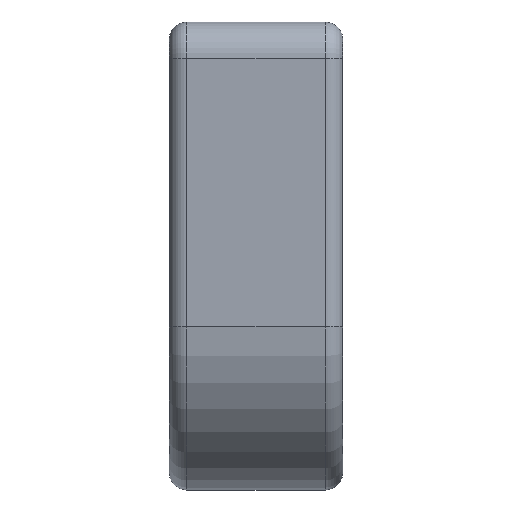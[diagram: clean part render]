
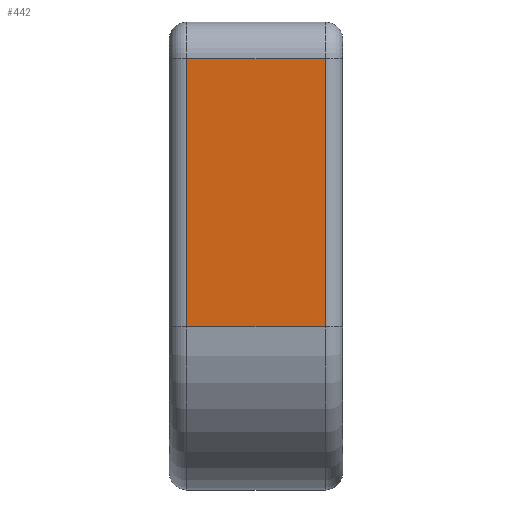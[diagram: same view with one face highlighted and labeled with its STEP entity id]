
A CAD part, left-side view. The second image highlights one B-rep face of the part: STEP entity #442.
In plain terms, the highlighted planar face has unit normal (-0.998, 0, -0.059).
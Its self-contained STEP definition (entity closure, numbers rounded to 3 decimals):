
#33 = FACE_OUTER_BOUND ( 'NONE', #1306, .T. ) ;
#45 = EDGE_CURVE ( 'NONE', #2013, #319, #2196, .T. ) ;
#155 = VECTOR ( 'NONE', #1892, 1000. ) ;
#250 = DIRECTION ( 'NONE',  ( 0.059, 0., -0.998 ) ) ;
#289 = DIRECTION ( 'NONE',  ( 0., -1., 0. ) ) ;
#319 = VERTEX_POINT ( 'NONE', #480 ) ;
#442 = ADVANCED_FACE ( 'NONE', ( #33 ), #1276, .F. ) ;
#480 = CARTESIAN_POINT ( 'NONE',  ( -14.473, 4.5, -1.003 ) ) ;
#561 = VERTEX_POINT ( 'NONE', #2385 ) ;
#661 = AXIS2_PLACEMENT_3D ( 'NONE', #1694, #2088, #250 ) ;
#755 = VECTOR ( 'NONE', #1159, 1000. ) ;
#841 = VECTOR ( 'NONE', #2383, 1000. ) ;
#912 = LINE ( 'NONE', #2125, #1870 ) ;
#1009 = ORIENTED_EDGE ( 'NONE', *, *, #45, .T. ) ;
#1039 = ORIENTED_EDGE ( 'NONE', *, *, #2350, .T. ) ;
#1156 = CARTESIAN_POINT ( 'NONE',  ( -14.473, 0.5, -1.003 ) ) ;
#1159 = DIRECTION ( 'NONE',  ( 0., -1., 0. ) ) ;
#1239 = CARTESIAN_POINT ( 'NONE',  ( -14.473, 4.5, -1.003 ) ) ;
#1276 = PLANE ( 'NONE',  #661 ) ;
#1295 = EDGE_CURVE ( 'NONE', #2091, #561, #1743, .T. ) ;
#1306 = EDGE_LOOP ( 'NONE', ( #1852, #1009, #1039, #2362 ) ) ;
#1538 = CARTESIAN_POINT ( 'NONE',  ( -14.933, 0.5, 6.735 ) ) ;
#1603 = EDGE_CURVE ( 'NONE', #2013, #561, #2578, .T. ) ;
#1694 = CARTESIAN_POINT ( 'NONE',  ( -14.473, 5., -1.003 ) ) ;
#1701 = CARTESIAN_POINT ( 'NONE',  ( -14.933, 4.5, 6.735 ) ) ;
#1743 = LINE ( 'NONE', #1538, #155 ) ;
#1852 = ORIENTED_EDGE ( 'NONE', *, *, #1603, .F. ) ;
#1870 = VECTOR ( 'NONE', #289, 1000. ) ;
#1892 = DIRECTION ( 'NONE',  ( -0.059, 0., 0.998 ) ) ;
#2013 = VERTEX_POINT ( 'NONE', #1701 ) ;
#2088 = DIRECTION ( 'NONE',  ( 0.998, 0., 0.059 ) ) ;
#2091 = VERTEX_POINT ( 'NONE', #1156 ) ;
#2125 = CARTESIAN_POINT ( 'NONE',  ( -14.473, 5., -1.003 ) ) ;
#2196 = LINE ( 'NONE', #1239, #841 ) ;
#2350 = EDGE_CURVE ( 'NONE', #319, #2091, #912, .T. ) ;
#2362 = ORIENTED_EDGE ( 'NONE', *, *, #1295, .T. ) ;
#2383 = DIRECTION ( 'NONE',  ( 0.059, 0., -0.998 ) ) ;
#2385 = CARTESIAN_POINT ( 'NONE',  ( -14.933, 0.5, 6.735 ) ) ;
#2413 = CARTESIAN_POINT ( 'NONE',  ( -14.933, 5., 6.735 ) ) ;
#2578 = LINE ( 'NONE', #2413, #755 ) ;
